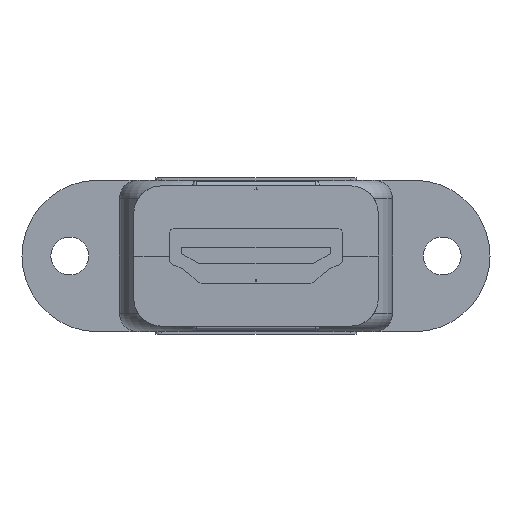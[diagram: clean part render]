
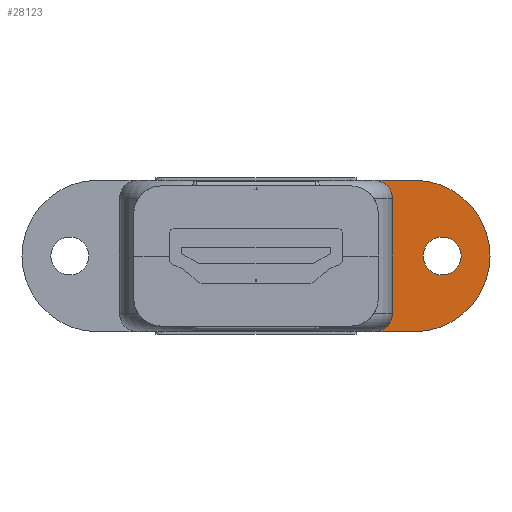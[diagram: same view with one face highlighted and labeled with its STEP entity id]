
A CAD part, front view. The second image highlights one B-rep face of the part: STEP entity #28123.
In plain terms, the highlighted planar face has unit normal (0, -1, 0).
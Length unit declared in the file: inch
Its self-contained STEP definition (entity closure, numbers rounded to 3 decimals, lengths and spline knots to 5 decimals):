
#171 = DIRECTION ( 'NONE',  ( 0., 1., 0. ) ) ;
#318 = DIRECTION ( 'NONE',  ( 0., 0., 1. ) ) ;
#549 = VERTEX_POINT ( 'NONE', #15472 ) ;
#1690 = CARTESIAN_POINT ( 'NONE',  ( 0.59055, 0.1378, 0.06 ) ) ;
#1857 = CARTESIAN_POINT ( 'NONE',  ( 0.43307, 0.1378, -0.1811 ) ) ;
#3424 = LINE ( 'NONE', #26708, #6934 ) ;
#4146 = VERTEX_POINT ( 'NONE', #1857 ) ;
#4211 = DIRECTION ( 'NONE',  ( 0., 0., 1. ) ) ;
#4413 = CARTESIAN_POINT ( 'NONE',  ( 0.59055, 0.1378, -0.06 ) ) ;
#5324 = DIRECTION ( 'NONE',  ( 0., 1., 0. ) ) ;
#5435 = DIRECTION ( 'NONE',  ( 0., 0., 1. ) ) ;
#5565 = ORIENTED_EDGE ( 'NONE', *, *, #14526, .T. ) ;
#5586 = DIRECTION ( 'NONE',  ( 0., 1., 0. ) ) ;
#6677 = AXIS2_PLACEMENT_3D ( 'NONE', #10519, #10814, #21765 ) ;
#6711 = AXIS2_PLACEMENT_3D ( 'NONE', #10348, #5324, #4211 ) ;
#6934 = VECTOR ( 'NONE', #10428, 39.37008 ) ;
#7286 = EDGE_LOOP ( 'NONE', ( #5565, #24941, #28059, #18583, #20672, #13366 ) ) ;
#7297 = CARTESIAN_POINT ( 'NONE',  ( 0.50197, 0.1378, 0.24016 ) ) ;
#7440 = AXIS2_PLACEMENT_3D ( 'NONE', #18430, #171, #318 ) ;
#7540 = CARTESIAN_POINT ( 'NONE',  ( 0.50197, 0.1378, 0. ) ) ;
#8986 = DIRECTION ( 'NONE',  ( -1., 0., 0. ) ) ;
#9213 = FACE_OUTER_BOUND ( 'NONE', #7286, .T. ) ;
#9294 = EDGE_CURVE ( 'NONE', #549, #18700, #3424, .T. ) ;
#9781 = EDGE_CURVE ( 'NONE', #14636, #24588, #14214, .T. ) ;
#10348 = CARTESIAN_POINT ( 'NONE',  ( 0.37402, 0.1378, 0.1811 ) ) ;
#10428 = DIRECTION ( 'NONE',  ( 1., 0., 0. ) ) ;
#10519 = CARTESIAN_POINT ( 'NONE',  ( 0.37402, 0.1378, -0.1811 ) ) ;
#10814 = DIRECTION ( 'NONE',  ( 0., 1., 0. ) ) ;
#11114 = LINE ( 'NONE', #29845, #27498 ) ;
#11557 = EDGE_CURVE ( 'NONE', #18700, #22881, #21118, .T. ) ;
#11872 = AXIS2_PLACEMENT_3D ( 'NONE', #7540, #16957, #14371 ) ;
#13324 = CARTESIAN_POINT ( 'NONE',  ( 0.37402, 0.1378, -0.24016 ) ) ;
#13366 = ORIENTED_EDGE ( 'NONE', *, *, #23474, .F. ) ;
#14129 = AXIS2_PLACEMENT_3D ( 'NONE', #21706, #5586, #5435 ) ;
#14214 = CIRCLE ( 'NONE', #7440, 0.06 ) ;
#14371 = DIRECTION ( 'NONE',  ( 0., 0., 1. ) ) ;
#14428 = CIRCLE ( 'NONE', #6677, 0.05906 ) ;
#14526 = EDGE_CURVE ( 'NONE', #4146, #19784, #14428, .T. ) ;
#14547 = CARTESIAN_POINT ( 'NONE',  ( 0.43307, 0.1378, 0.1811 ) ) ;
#14636 = VERTEX_POINT ( 'NONE', #4413 ) ;
#14676 = ORIENTED_EDGE ( 'NONE', *, *, #9781, .T. ) ;
#15472 = CARTESIAN_POINT ( 'NONE',  ( 0.37402, 0.1378, 0.24016 ) ) ;
#15990 = DIRECTION ( 'NONE',  ( 0., 0., 1. ) ) ;
#16105 = AXIS2_PLACEMENT_3D ( 'NONE', #25353, #20919, #18487 ) ;
#16436 = LINE ( 'NONE', #18587, #21359 ) ;
#16555 = EDGE_CURVE ( 'NONE', #22881, #19784, #11114, .T. ) ;
#16957 = DIRECTION ( 'NONE',  ( 0., 1., 0. ) ) ;
#18430 = CARTESIAN_POINT ( 'NONE',  ( 0.59055, 0.1378, 0. ) ) ;
#18487 = DIRECTION ( 'NONE',  ( 1., 0., 0. ) ) ;
#18583 = ORIENTED_EDGE ( 'NONE', *, *, #9294, .F. ) ;
#18587 = CARTESIAN_POINT ( 'NONE',  ( 0.43307, 0.1378, -0.1811 ) ) ;
#18693 = ORIENTED_EDGE ( 'NONE', *, *, #27777, .T. ) ;
#18700 = VERTEX_POINT ( 'NONE', #7297 ) ;
#18943 = PLANE ( 'NONE',  #16105 ) ;
#19692 = EDGE_CURVE ( 'NONE', #549, #21769, #29079, .T. ) ;
#19784 = VERTEX_POINT ( 'NONE', #13324 ) ;
#20601 = EDGE_LOOP ( 'NONE', ( #18693, #14676 ) ) ;
#20672 = ORIENTED_EDGE ( 'NONE', *, *, #19692, .T. ) ;
#20919 = DIRECTION ( 'NONE',  ( 0., 1., 0. ) ) ;
#21118 = CIRCLE ( 'NONE', #11872, 0.24016 ) ;
#21359 = VECTOR ( 'NONE', #15990, 39.37008 ) ;
#21706 = CARTESIAN_POINT ( 'NONE',  ( 0.59055, 0.1378, 0. ) ) ;
#21765 = DIRECTION ( 'NONE',  ( 1., 0., 0. ) ) ;
#21769 = VERTEX_POINT ( 'NONE', #14547 ) ;
#22881 = VERTEX_POINT ( 'NONE', #29936 ) ;
#23474 = EDGE_CURVE ( 'NONE', #4146, #21769, #16436, .T. ) ;
#24588 = VERTEX_POINT ( 'NONE', #1690 ) ;
#24941 = ORIENTED_EDGE ( 'NONE', *, *, #16555, .F. ) ;
#25353 = CARTESIAN_POINT ( 'NONE',  ( 0., 0.1378, 0. ) ) ;
#26708 = CARTESIAN_POINT ( 'NONE',  ( 0.37402, 0.1378, 0.24016 ) ) ;
#27498 = VECTOR ( 'NONE', #8986, 39.37008 ) ;
#27777 = EDGE_CURVE ( 'NONE', #24588, #14636, #28249, .T. ) ;
#28059 = ORIENTED_EDGE ( 'NONE', *, *, #11557, .F. ) ;
#28123 = ADVANCED_FACE ( 'NONE', ( #30076, #9213 ), #18943, .F. ) ;
#28249 = CIRCLE ( 'NONE', #14129, 0.06 ) ;
#29079 = CIRCLE ( 'NONE', #6711, 0.05906 ) ;
#29845 = CARTESIAN_POINT ( 'NONE',  ( 0.50197, 0.1378, -0.24016 ) ) ;
#29936 = CARTESIAN_POINT ( 'NONE',  ( 0.50197, 0.1378, -0.24016 ) ) ;
#30076 = FACE_BOUND ( 'NONE', #20601, .T. ) ;
